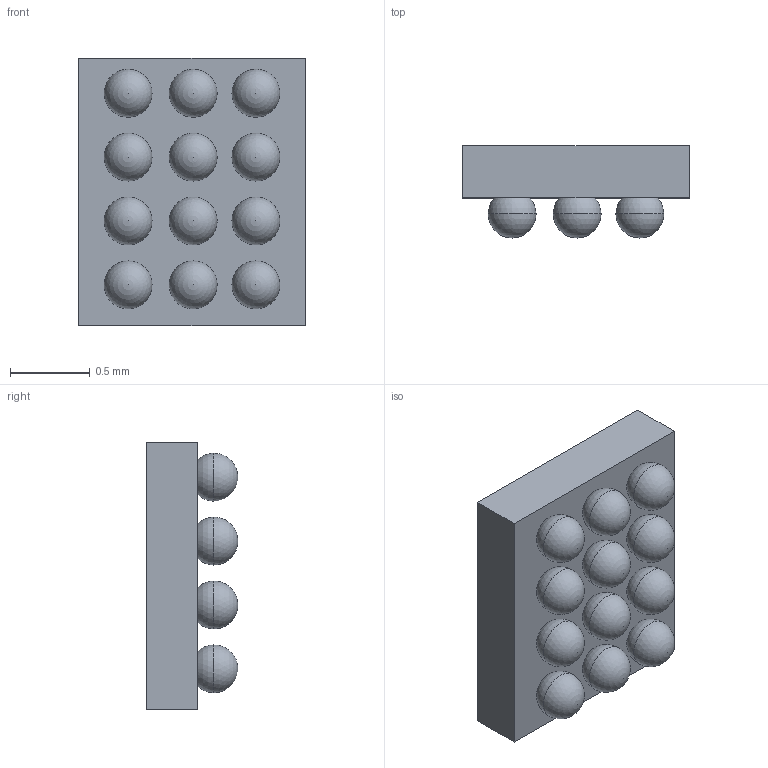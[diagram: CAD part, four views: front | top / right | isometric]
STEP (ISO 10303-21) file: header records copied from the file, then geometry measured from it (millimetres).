
FILE_DESCRIPTION (( 'STEP AP214' ), '1' );
FILE_NAME ('DSBGA-YFF12.STEP', '2018-07-10T13:01:28', ( 'IT' ), ( 'Thales Communications, Inc.' ), 'SwSTEP 2.0', 'SolidWorks 2017', '' );
FILE_SCHEMA (( 'AUTOMOTIVE_DESIGN' ));
Length unit declared in the file: millimetre
Products named in the file (2): DSBGA-YFF12
Bounding box: 1.42 x 0.57 x 1.68 mm (x, y, z)
Volume: 0.9 mm3; surface area: 9.1 mm2
Topology: 1 solids, 1 shells, 30 faces, 108 edges, 80 vertices
Faces by surface type: sphere 24, plane 6
Entity records: 925 total; most frequent: DIRECTION 172, CARTESIAN_POINT 148, ORIENTED_EDGE 120, AXIS2_PLACEMENT_3D 80, EDGE_CURVE 60, VERTEX_POINT 56, EDGE_LOOP 54, CIRCLE 48
